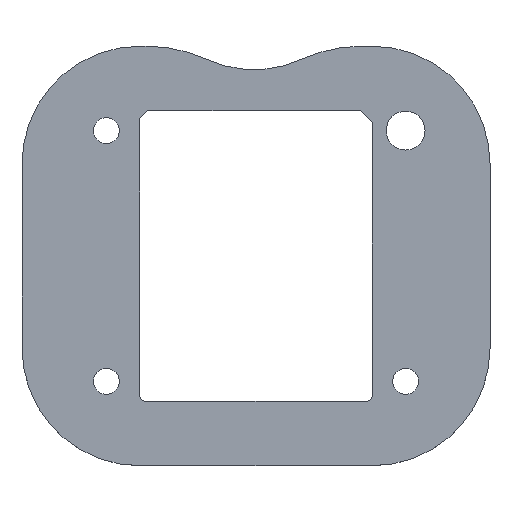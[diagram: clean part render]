
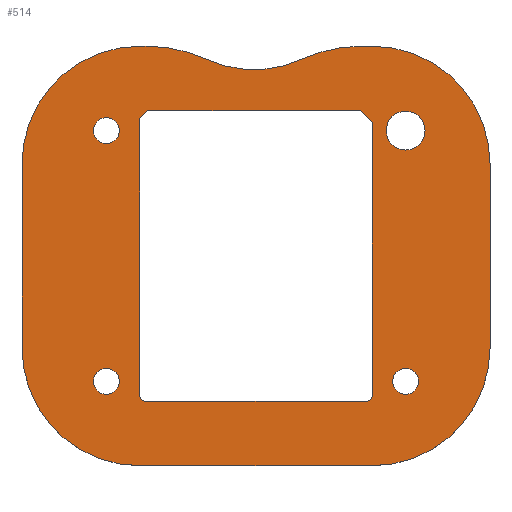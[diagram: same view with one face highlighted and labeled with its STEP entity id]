
A CAD part, top view. The second image highlights one B-rep face of the part: STEP entity #514.
In plain terms, the highlighted planar face has unit normal (0, 0, 1).
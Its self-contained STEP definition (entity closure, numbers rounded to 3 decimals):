
#20=FACE_BOUND('',#122,.T.);
#21=FACE_BOUND('',#123,.T.);
#22=FACE_BOUND('',#124,.T.);
#23=FACE_BOUND('',#125,.T.);
#24=FACE_BOUND('',#126,.T.);
#35=PLANE('',#574);
#39=CIRCLE('',#539,9.7);
#50=CIRCLE('',#554,1.1);
#51=CIRCLE('',#557,10.);
#52=CIRCLE('',#560,10.);
#53=CIRCLE('',#564,0.5);
#54=CIRCLE('',#566,1.65);
#55=CIRCLE('',#573,0.5);
#56=CIRCLE('',#575,10.);
#57=CIRCLE('',#576,10.);
#58=CIRCLE('',#577,1.1);
#59=CIRCLE('',#578,1.1);
#90=FACE_OUTER_BOUND('',#121,.T.);
#121=EDGE_LOOP('',(#445,#446,#447,#448,#449,#450,#451,#452,#453,#454,#455,
#456));
#122=EDGE_LOOP('',(#457));
#123=EDGE_LOOP('',(#458));
#124=EDGE_LOOP('',(#459,#460,#461,#462,#463,#464,#465,#466));
#125=EDGE_LOOP('',(#467));
#126=EDGE_LOOP('',(#468));
#149=LINE('',#834,#195);
#155=LINE('',#846,#201);
#157=LINE('',#854,#203);
#161=LINE('',#860,#207);
#163=LINE('',#868,#209);
#164=LINE('',#871,#210);
#166=LINE('',#876,#212);
#170=LINE('',#882,#216);
#171=LINE('',#884,#217);
#172=LINE('',#889,#218);
#173=LINE('',#893,#219);
#195=VECTOR('',#645,10.);
#201=VECTOR('',#657,10.);
#203=VECTOR('',#665,10.);
#207=VECTOR('',#671,10.);
#209=VECTOR('',#683,10.);
#210=VECTOR('',#686,10.);
#212=VECTOR('',#690,10.);
#216=VECTOR('',#696,10.);
#217=VECTOR('',#699,10.);
#218=VECTOR('',#706,10.);
#219=VECTOR('',#709,10.);
#225=ELLIPSE('',#535,10.442,9.015);
#228=ELLIPSE('',#552,10.442,9.015);
#229=VERTEX_POINT('',#750);
#230=VERTEX_POINT('',#751);
#234=VERTEX_POINT('',#761);
#256=VERTEX_POINT('',#824);
#257=VERTEX_POINT('',#828);
#258=VERTEX_POINT('',#832);
#259=VERTEX_POINT('',#833);
#260=VERTEX_POINT('',#838);
#261=VERTEX_POINT('',#840);
#262=VERTEX_POINT('',#844);
#263=VERTEX_POINT('',#848);
#264=VERTEX_POINT('',#852);
#265=VERTEX_POINT('',#853);
#266=VERTEX_POINT('',#858);
#267=VERTEX_POINT('',#864);
#268=VERTEX_POINT('',#870);
#269=VERTEX_POINT('',#874);
#270=VERTEX_POINT('',#875);
#271=VERTEX_POINT('',#880);
#272=VERTEX_POINT('',#888);
#273=VERTEX_POINT('',#890);
#274=VERTEX_POINT('',#892);
#275=VERTEX_POINT('',#895);
#276=VERTEX_POINT('',#897);
#277=EDGE_CURVE('',#229,#230,#225,.T.);
#283=EDGE_CURVE('',#229,#234,#39,.T.);
#307=EDGE_CURVE('',#256,#234,#228,.T.);
#308=EDGE_CURVE('',#257,#257,#50,.T.);
#310=EDGE_CURVE('',#258,#259,#149,.T.);
#314=EDGE_CURVE('',#260,#261,#51,.T.);
#317=EDGE_CURVE('',#261,#262,#155,.F.);
#318=EDGE_CURVE('',#262,#263,#52,.T.);
#320=EDGE_CURVE('',#264,#265,#157,.T.);
#324=EDGE_CURVE('',#266,#258,#161,.T.);
#325=EDGE_CURVE('',#265,#266,#53,.T.);
#326=EDGE_CURVE('',#267,#267,#54,.T.);
#328=EDGE_CURVE('',#230,#260,#163,.F.);
#329=EDGE_CURVE('',#263,#268,#164,.F.);
#331=EDGE_CURVE('',#269,#270,#166,.T.);
#335=EDGE_CURVE('',#270,#271,#170,.T.);
#336=EDGE_CURVE('',#259,#269,#171,.T.);
#337=EDGE_CURVE('',#271,#264,#55,.T.);
#338=EDGE_CURVE('',#272,#256,#172,.F.);
#339=EDGE_CURVE('',#273,#272,#56,.T.);
#340=EDGE_CURVE('',#273,#274,#173,.T.);
#341=EDGE_CURVE('',#268,#274,#57,.T.);
#342=EDGE_CURVE('',#275,#275,#58,.T.);
#343=EDGE_CURVE('',#276,#276,#59,.T.);
#445=ORIENTED_EDGE('',*,*,#277,.F.);
#446=ORIENTED_EDGE('',*,*,#283,.T.);
#447=ORIENTED_EDGE('',*,*,#307,.F.);
#448=ORIENTED_EDGE('',*,*,#338,.F.);
#449=ORIENTED_EDGE('',*,*,#339,.F.);
#450=ORIENTED_EDGE('',*,*,#340,.T.);
#451=ORIENTED_EDGE('',*,*,#341,.F.);
#452=ORIENTED_EDGE('',*,*,#329,.F.);
#453=ORIENTED_EDGE('',*,*,#318,.F.);
#454=ORIENTED_EDGE('',*,*,#317,.F.);
#455=ORIENTED_EDGE('',*,*,#314,.F.);
#456=ORIENTED_EDGE('',*,*,#328,.F.);
#457=ORIENTED_EDGE('',*,*,#308,.F.);
#458=ORIENTED_EDGE('',*,*,#326,.T.);
#459=ORIENTED_EDGE('',*,*,#320,.F.);
#460=ORIENTED_EDGE('',*,*,#337,.F.);
#461=ORIENTED_EDGE('',*,*,#335,.F.);
#462=ORIENTED_EDGE('',*,*,#331,.F.);
#463=ORIENTED_EDGE('',*,*,#336,.F.);
#464=ORIENTED_EDGE('',*,*,#310,.F.);
#465=ORIENTED_EDGE('',*,*,#324,.F.);
#466=ORIENTED_EDGE('',*,*,#325,.F.);
#467=ORIENTED_EDGE('',*,*,#342,.T.);
#468=ORIENTED_EDGE('',*,*,#343,.T.);
#514=ADVANCED_FACE('',(#90,#20,#21,#22,#23,#24),#35,.F.);
#535=AXIS2_PLACEMENT_3D('',#752,#587,#588);
#539=AXIS2_PLACEMENT_3D('',#763,#598,#599);
#552=AXIS2_PLACEMENT_3D('',#826,#636,#637);
#554=AXIS2_PLACEMENT_3D('',#829,#640,#641);
#557=AXIS2_PLACEMENT_3D('',#841,#651,#652);
#560=AXIS2_PLACEMENT_3D('',#849,#660,#661);
#564=AXIS2_PLACEMENT_3D('',#862,#674,#675);
#566=AXIS2_PLACEMENT_3D('',#865,#678,#679);
#573=AXIS2_PLACEMENT_3D('',#886,#702,#703);
#574=AXIS2_PLACEMENT_3D('',#887,#704,#705);
#575=AXIS2_PLACEMENT_3D('',#891,#707,#708);
#576=AXIS2_PLACEMENT_3D('',#894,#710,#711);
#577=AXIS2_PLACEMENT_3D('',#896,#712,#713);
#578=AXIS2_PLACEMENT_3D('',#898,#714,#715);
#587=DIRECTION('center_axis',(0.,0.,
-1.));
#588=DIRECTION('ref_axis',(0.977,0.215,0.));
#598=DIRECTION('center_axis',(0.,0.,-1.));
#599=DIRECTION('ref_axis',(-0.742,0.67,0.));
#636=DIRECTION('center_axis',(0.,0.,
-1.));
#637=DIRECTION('ref_axis',(0.977,-0.215,0.));
#640=DIRECTION('center_axis',(0.,0.,1.));
#641=DIRECTION('ref_axis',(-1.,0.,0.));
#645=DIRECTION('',(-0.707,0.707,0.));
#651=DIRECTION('center_axis',(0.,0.,-1.));
#652=DIRECTION('ref_axis',(0.707,0.707,0.));
#657=DIRECTION('',(0.,1.,0.));
#660=DIRECTION('center_axis',(0.,0.,-1.));
#661=DIRECTION('ref_axis',(0.707,-0.707,0.));
#665=DIRECTION('',(1.,0.,0.));
#671=DIRECTION('',(0.,1.,0.));
#674=DIRECTION('center_axis',(0.,0.,1.));
#675=DIRECTION('ref_axis',(0.707,-0.707,0.));
#678=DIRECTION('center_axis',(0.,0.,-1.));
#679=DIRECTION('ref_axis',(1.,0.,0.));
#683=DIRECTION('',(-1.,0.,0.));
#686=DIRECTION('',(1.,0.,0.));
#690=DIRECTION('',(-0.707,-0.707,0.));
#696=DIRECTION('',(0.,-1.,0.));
#699=DIRECTION('',(-1.,0.,0.));
#702=DIRECTION('center_axis',(0.,0.,1.));
#703=DIRECTION('ref_axis',(-0.707,-0.707,0.));
#704=DIRECTION('center_axis',(0.,0.,-1.));
#705=DIRECTION('ref_axis',(-1.,0.,0.));
#706=DIRECTION('',(-1.,0.,0.));
#707=DIRECTION('center_axis',(0.,0.,-1.));
#708=DIRECTION('ref_axis',(-0.707,0.707,0.));
#709=DIRECTION('',(0.,-1.,0.));
#710=DIRECTION('center_axis',(0.,0.,-1.));
#711=DIRECTION('ref_axis',(-0.707,-0.707,0.));
#712=DIRECTION('center_axis',(0.,0.,-1.));
#713=DIRECTION('ref_axis',(1.,0.,0.));
#714=DIRECTION('center_axis',(0.,0.,-1.));
#715=DIRECTION('ref_axis',(1.,0.,0.));
#750=CARTESIAN_POINT('',(146.956,56.391,3.));
#751=CARTESIAN_POINT('',(151.986,57.496,3.));
#752=CARTESIAN_POINT('Origin',(151.346,48.41,3.));
#761=CARTESIAN_POINT('',(138.825,56.391,3.));
#763=CARTESIAN_POINT('Origin',(142.891,65.198,3.));
#824=CARTESIAN_POINT('',(133.795,57.496,3.));
#826=CARTESIAN_POINT('Origin',(134.436,48.41,3.));
#828=CARTESIAN_POINT('',(156.869,29.018,3.));
#829=CARTESIAN_POINT('Origin',(155.769,29.018,3.));
#832=CARTESIAN_POINT('',(152.941,50.999,3.));
#833=CARTESIAN_POINT('',(151.918,52.021,3.));
#834=CARTESIAN_POINT('',(127.623,76.317,3.));
#838=CARTESIAN_POINT('',(152.941,57.496,3.));
#840=CARTESIAN_POINT('',(162.941,47.496,3.));
#841=CARTESIAN_POINT('Origin',(152.941,47.496,3.));
#844=CARTESIAN_POINT('',(162.941,31.846,3.));
#846=CARTESIAN_POINT('',(162.941,28.671,3.));
#848=CARTESIAN_POINT('',(152.941,21.846,3.));
#849=CARTESIAN_POINT('Origin',(152.941,31.846,3.));
#852=CARTESIAN_POINT('',(133.666,27.321,3.));
#853=CARTESIAN_POINT('',(152.441,27.321,3.));
#854=CARTESIAN_POINT('',(66.591,27.321,3.));
#858=CARTESIAN_POINT('',(152.941,27.821,3.));
#860=CARTESIAN_POINT('',(152.941,13.334,3.));
#862=CARTESIAN_POINT('Origin',(152.441,27.821,3.));
#864=CARTESIAN_POINT('',(154.119,50.324,3.));
#865=CARTESIAN_POINT('Origin',(155.769,50.324,3.));
#868=CARTESIAN_POINT('',(74.703,57.496,3.));
#870=CARTESIAN_POINT('',(133.166,21.846,3.));
#871=CARTESIAN_POINT('',(81.728,21.846,3.));
#874=CARTESIAN_POINT('',(133.863,52.021,3.));
#875=CARTESIAN_POINT('',(133.166,51.324,3.));
#876=CARTESIAN_POINT('',(87.232,5.39,3.));
#880=CARTESIAN_POINT('',(133.166,27.821,3.));
#882=CARTESIAN_POINT('',(133.166,25.335,3.));
#884=CARTESIAN_POINT('',(149.391,52.021,3.));
#886=CARTESIAN_POINT('Origin',(133.666,27.821,3.));
#887=CARTESIAN_POINT('Origin',(0.016,-0.654,3.));
#888=CARTESIAN_POINT('',(133.166,57.496,3.));
#889=CARTESIAN_POINT('',(74.703,57.496,3.));
#890=CARTESIAN_POINT('',(123.166,47.496,3.));
#891=CARTESIAN_POINT('Origin',(133.166,47.496,3.));
#892=CARTESIAN_POINT('',(123.166,31.846,3.));
#893=CARTESIAN_POINT('',(123.166,10.596,3.));
#894=CARTESIAN_POINT('Origin',(133.166,31.846,3.));
#895=CARTESIAN_POINT('',(129.238,29.018,3.));
#896=CARTESIAN_POINT('Origin',(130.338,29.018,3.));
#897=CARTESIAN_POINT('',(129.238,50.324,3.));
#898=CARTESIAN_POINT('Origin',(130.338,50.324,3.));
